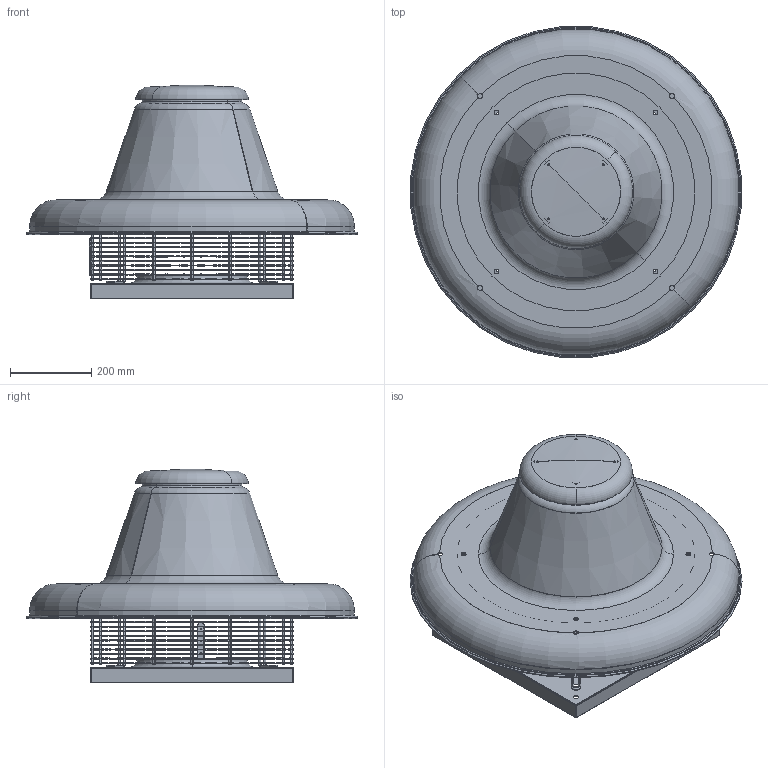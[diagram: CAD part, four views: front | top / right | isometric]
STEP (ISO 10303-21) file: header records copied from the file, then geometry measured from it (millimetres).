
FILE_DESCRIPTION (( 'STEP AP203' ), '1' );
FILE_NAME ('FC-AT 35.STEP', '2022-03-09T13:07:52', ( '' ), ( '' ), 'SwSTEP 2.0', 'SolidWorks 2018', '' );
FILE_SCHEMA (( 'CONFIG_CONTROL_DESIGN' ));
Length unit declared in the file: millimetre
Products named in the file (9): R538D_5CE3500_Rete35-D500-H200.STEP; H717_5BA3500_BASE FC35.STEP; E294.STEP; E467_5CO1501-CAPPELLO ALL 35-40-45.STEP; E318.STEP; FC-AT 35.STEP; E321.STEP; 5PM2086.STEP; FC-AT 35
Assembly tree (11 placements, depth 4):
  FC-AT 35
    FC-AT 35.STEP
      E467_5CO1501-CAPPELLO ALL 35-40-45.STEP
        E294.STEP
        E321.STEP  x4
        E318.STEP
      H717_5BA3500_BASE FC35.STEP
      R538D_5CE3500_Rete35-D500-H200.STEP
      5PM2086.STEP
Bounding box: 811.9 x 811.9 x 524.84 mm (x, y, z)
Volume: 3346556.6 mm3; surface area: 3196982.4 mm2
Topology: 21 solids, 21 shells, 536 faces, 1728 edges, 1070 vertices
Faces by surface type: cylinder 206, plane 160, torus 152, bspline 8, cone 6, sphere 4
Entity records: 30294 total; most frequent: CARTESIAN_POINT 15545, ORIENTED_EDGE 3036, DIRECTION 2882, EDGE_CURVE 1518, AXIS2_PLACEMENT_3D 1286, VERTEX_POINT 948, CIRCLE 832, EDGE_LOOP 654
